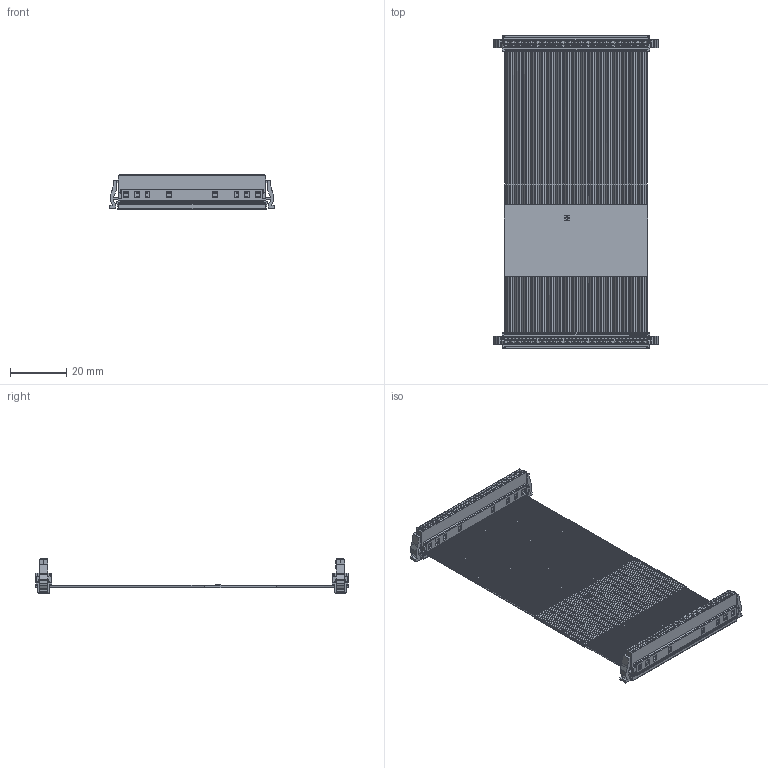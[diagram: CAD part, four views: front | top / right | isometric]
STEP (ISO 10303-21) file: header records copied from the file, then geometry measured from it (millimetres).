
FILE_DESCRIPTION(('CATIA V5 STEP Exchange','CAx-IF Rec.Pracs.--- Model Styling and Organization---1.4--- 2014-01-23'),'2;1');
FILE_NAME ('D1503112_1_2827360000_2827360000.stp','2022-05-02T13:50:09+00:00',('none'),('Weidmueller'),'CATIA Version 5-6 Release 2016 SP3 HF44','CATIA V5 STEP AP214','none');
FILE_SCHEMA(('AUTOMOTIVE_DESIGN { 1 0 10303 214 1 1 1 1 }'));
Products named in the file (1): 2827360000
Bounding box: 58.58 x 111.2 x 12.2 mm (x, y, z)
Volume: 6987.1 mm3; surface area: 43368.7 mm2
Topology: 85 solids, 85 shells, 9392 faces, 26040 edges, 17456 vertices
Faces by surface type: plane 7224, cylinder 1934, extrusion 130, cone 104
Entity records: 311559 total; most frequent: CARTESIAN_POINT 74329, ORIENTED_EDGE 52080, DIRECTION 41930, EDGE_CURVE 26040, VECTOR 21496, LINE 21366, VERTEX_POINT 17456, AXIS2_PLACEMENT_3D 11173
